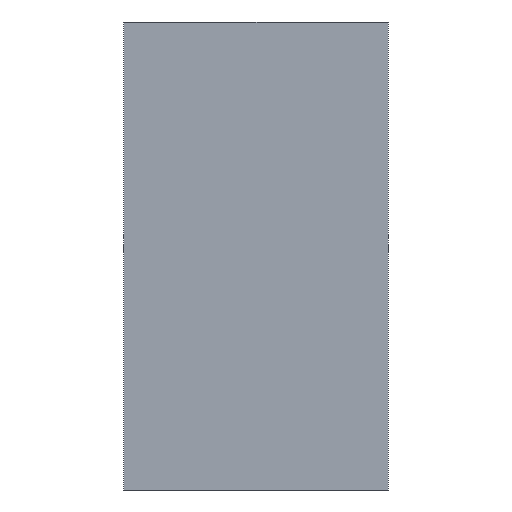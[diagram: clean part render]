
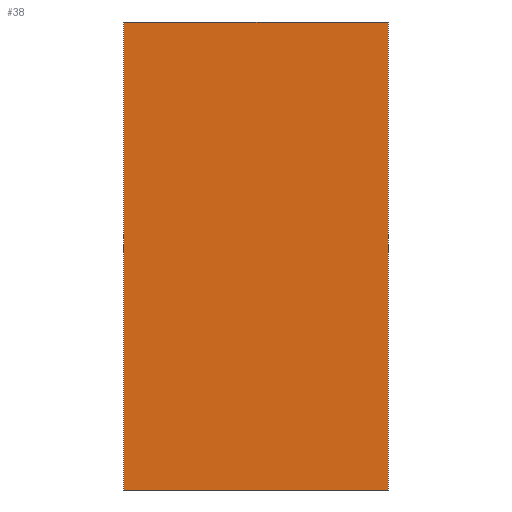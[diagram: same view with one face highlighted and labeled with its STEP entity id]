
A CAD part, left-side view. The second image highlights one B-rep face of the part: STEP entity #38.
In plain terms, the highlighted planar face has unit normal (-1, 0, 0).
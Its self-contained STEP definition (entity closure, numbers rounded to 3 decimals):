
#38 = ADVANCED_FACE( '', ( #78 ), #79, .F. );
#78 = FACE_OUTER_BOUND( '', #127, .T. );
#79 = PLANE( '', #128 );
#127 = EDGE_LOOP( '', ( #177, #178, #179, #180 ) );
#128 = AXIS2_PLACEMENT_3D( '', #181, #182, #183 );
#177 = ORIENTED_EDGE( '', *, *, #251, .T. );
#178 = ORIENTED_EDGE( '', *, *, #246, .F. );
#179 = ORIENTED_EDGE( '', *, *, #252, .F. );
#180 = ORIENTED_EDGE( '', *, *, #253, .T. );
#181 = CARTESIAN_POINT( '', ( -173., 21.5, 76. ) );
#182 = DIRECTION( '', ( 1., 0., 0. ) );
#183 = DIRECTION( '', ( 0., 0., -1. ) );
#246 = EDGE_CURVE( '', #278, #273, #280, .T. );
#251 = EDGE_CURVE( '', #287, #273, #288, .T. );
#252 = EDGE_CURVE( '', #289, #278, #290, .T. );
#253 = EDGE_CURVE( '', #289, #287, #291, .T. );
#273 = VERTEX_POINT( '', #319 );
#278 = VERTEX_POINT( '', #326 );
#280 = LINE( '', #329, #330 );
#287 = VERTEX_POINT( '', #337 );
#288 = LINE( '', #338, #339 );
#289 = VERTEX_POINT( '', #340 );
#290 = LINE( '', #341, #342 );
#291 = LINE( '', #343, #344 );
#319 = CARTESIAN_POINT( '', ( -173., -21.5, 0. ) );
#326 = CARTESIAN_POINT( '', ( -173., -21.5, 76. ) );
#329 = CARTESIAN_POINT( '', ( -173., -21.5, 76. ) );
#330 = VECTOR( '', #379, 1000. );
#337 = CARTESIAN_POINT( '', ( -173., 21.5, 0. ) );
#338 = CARTESIAN_POINT( '', ( -173., 21.5, 0. ) );
#339 = VECTOR( '', #386, 1000. );
#340 = CARTESIAN_POINT( '', ( -173., 21.5, 76. ) );
#341 = CARTESIAN_POINT( '', ( -173., 21.5, 76. ) );
#342 = VECTOR( '', #387, 1000. );
#343 = CARTESIAN_POINT( '', ( -173., 21.5, 76. ) );
#344 = VECTOR( '', #388, 1000. );
#379 = DIRECTION( '', ( 0., 0., -1. ) );
#386 = DIRECTION( '', ( 0., -1., 0. ) );
#387 = DIRECTION( '', ( 0., -1., 0. ) );
#388 = DIRECTION( '', ( 0., 0., -1. ) );
